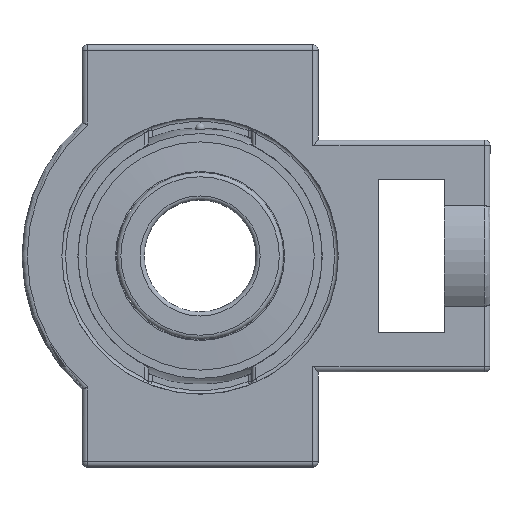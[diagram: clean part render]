
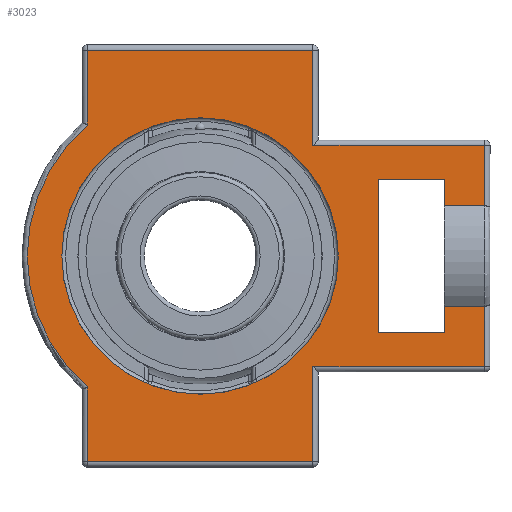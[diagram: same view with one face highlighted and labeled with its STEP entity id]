
A CAD part, left-side view. The second image highlights one B-rep face of the part: STEP entity #3023.
In plain terms, the highlighted face is planar.
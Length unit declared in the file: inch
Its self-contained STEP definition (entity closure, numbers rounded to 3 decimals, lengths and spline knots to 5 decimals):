
#820=VECTOR('',#3604,1.);
#854=VECTOR('',#3755,1.);
#855=VECTOR('',#3758,1.);
#858=VECTOR('',#3768,1.);
#859=VECTOR('',#3773,1.);
#861=VECTOR('',#3782,1.);
#866=VECTOR('',#3793,1.);
#870=VECTOR('',#3803,1.);
#873=VECTOR('',#3812,1.);
#878=VECTOR('',#3823,1.);
#885=VECTOR('',#3837,1.);
#886=VECTOR('',#3838,1.);
#887=VECTOR('',#3839,1.);
#888=VECTOR('',#3840,1.);
#889=VECTOR('',#3841,1.);
#890=VECTOR('',#3842,1.);
#962=LINE('',#4776,#820);
#996=LINE('',#4971,#854);
#997=LINE('',#4988,#855);
#1000=LINE('',#4996,#858);
#1001=LINE('',#5000,#859);
#1003=LINE('',#5022,#861);
#1008=LINE('',#5032,#866);
#1012=LINE('',#5041,#870);
#1015=LINE('',#5049,#873);
#1020=LINE('',#5076,#878);
#1027=LINE('',#5109,#885);
#1028=LINE('',#5111,#886);
#1029=LINE('',#5113,#887);
#1030=LINE('',#5115,#888);
#1031=LINE('',#5117,#889);
#1032=LINE('',#5120,#890);
#1174=PLANE('',#3283);
#1261=VERTEX_POINT('',#4741);
#1264=VERTEX_POINT('',#4750);
#1266=VERTEX_POINT('',#4755);
#1270=VERTEX_POINT('',#4764);
#1272=VERTEX_POINT('',#4769);
#1275=VERTEX_POINT('',#4777);
#1276=VERTEX_POINT('',#4781);
#1279=VERTEX_POINT('',#4788);
#1321=VERTEX_POINT('',#4972);
#1323=VERTEX_POINT('',#4997);
#1324=VERTEX_POINT('',#5001);
#1332=VERTEX_POINT('',#5050);
#1337=VERTEX_POINT('',#5077);
#1344=VERTEX_POINT('',#5110);
#1345=VERTEX_POINT('',#5112);
#1346=VERTEX_POINT('',#5114);
#1347=VERTEX_POINT('',#5116);
#1348=VERTEX_POINT('',#5118);
#1349=VERTEX_POINT('',#5119);
#1466=CIRCLE('',#3176,1.31402);
#1517=CIRCLE('',#3280,1.64291);
#1638=EDGE_CURVE('',#1261,#1261,#1466,.T.);
#1652=EDGE_CURVE('',#1272,#1275,#962,.T.);
#1723=EDGE_CURVE('',#1279,#1321,#996,.T.);
#1725=EDGE_CURVE('',#1275,#1279,#997,.T.);
#1730=EDGE_CURVE('',#1276,#1323,#1000,.T.);
#1732=EDGE_CURVE('',#1324,#1276,#1001,.T.);
#1737=EDGE_CURVE('',#1323,#1270,#1003,.T.);
#1743=EDGE_CURVE('',#1266,#1272,#1008,.T.);
#1748=EDGE_CURVE('',#1270,#1264,#1012,.T.);
#1752=EDGE_CURVE('',#1332,#1266,#1015,.T.);
#1759=EDGE_CURVE('',#1264,#1337,#1020,.T.);
#1761=EDGE_CURVE('',#1337,#1332,#1517,.T.);
#1770=EDGE_CURVE('',#1324,#1344,#1027,.T.);
#1771=EDGE_CURVE('',#1345,#1344,#1028,.T.);
#1772=EDGE_CURVE('',#1346,#1345,#1029,.T.);
#1773=EDGE_CURVE('',#1347,#1346,#1030,.T.);
#1774=EDGE_CURVE('',#1348,#1347,#1031,.T.);
#1775=EDGE_CURVE('',#1349,#1348,#1028,.T.);
#1776=EDGE_CURVE('',#1349,#1321,#1032,.T.);
#2229=ORIENTED_EDGE('',*,*,#1723,.F.);
#2230=ORIENTED_EDGE('',*,*,#1725,.F.);
#2231=ORIENTED_EDGE('',*,*,#1652,.F.);
#2232=ORIENTED_EDGE('',*,*,#1743,.F.);
#2233=ORIENTED_EDGE('',*,*,#1752,.F.);
#2234=ORIENTED_EDGE('',*,*,#1761,.F.);
#2235=ORIENTED_EDGE('',*,*,#1759,.F.);
#2236=ORIENTED_EDGE('',*,*,#1748,.F.);
#2237=ORIENTED_EDGE('',*,*,#1737,.F.);
#2238=ORIENTED_EDGE('',*,*,#1730,.F.);
#2239=ORIENTED_EDGE('',*,*,#1732,.F.);
#2240=ORIENTED_EDGE('',*,*,#1770,.T.);
#2241=ORIENTED_EDGE('',*,*,#1771,.F.);
#2242=ORIENTED_EDGE('',*,*,#1772,.F.);
#2243=ORIENTED_EDGE('',*,*,#1773,.F.);
#2244=ORIENTED_EDGE('',*,*,#1774,.F.);
#2245=ORIENTED_EDGE('',*,*,#1775,.F.);
#2246=ORIENTED_EDGE('',*,*,#1776,.T.);
#2247=ORIENTED_EDGE('',*,*,#1638,.T.);
#2604=EDGE_LOOP('',(#2229,#2230,#2231,#2232,#2233,#2234,#2235,#2236,#2237,
#2238,#2239,#2240,#2241,#2242,#2243,#2244,#2245,#2246));
#2605=EDGE_LOOP('',(#2247));
#2813=FACE_BOUND('',#2604,.T.);
#2814=FACE_BOUND('',#2605,.T.);
#3023=ADVANCED_FACE('',(#2813,#2814),#1174,.T.);
#3176=AXIS2_PLACEMENT_3D('',#4740,#3564,#3565);
#3280=AXIS2_PLACEMENT_3D('',#5093,#3825,#3826);
#3283=AXIS2_PLACEMENT_3D('',#5108,#3836,$);
#3564=DIRECTION('',(0.,0.,-1.));
#3565=DIRECTION('',(0.,1.314,0.));
#3604=DIRECTION('',(-1.,0.,0.));
#3755=DIRECTION('',(-1.,0.,0.));
#3758=DIRECTION('',(0.,-1.,0.));
#3768=DIRECTION('',(0.,1.,0.));
#3773=DIRECTION('',(-1.,0.,0.));
#3782=DIRECTION('',(-1.,0.,0.));
#3793=DIRECTION('',(0.,-1.,0.));
#3803=DIRECTION('',(0.,1.,0.));
#3812=DIRECTION('',(1.,0.,0.));
#3823=DIRECTION('',(1.,0.,0.));
#3825=DIRECTION('',(0.,0.,-1.));
#3826=DIRECTION('',(0.,1.643,0.));
#3836=DIRECTION('',(0.,0.,1.));
#3837=DIRECTION('',(0.,1.,0.));
#3838=DIRECTION('',(1.,0.,0.));
#3839=DIRECTION('',(0.,-1.,0.));
#3840=DIRECTION('',(-1.,0.,0.));
#3841=DIRECTION('',(0.,1.,0.));
#3842=DIRECTION('',(0.,-1.,0.));
#4740=CARTESIAN_POINT('',(0.,0.,0.55118));
#4741=CARTESIAN_POINT('',(0.,1.31402,0.55118));
#4750=CARTESIAN_POINT('',(-1.95787,1.07205,0.55118));
#4755=CARTESIAN_POINT('',(1.95787,1.07205,0.55118));
#4764=CARTESIAN_POINT('',(-1.95787,-1.07205,0.55118));
#4769=CARTESIAN_POINT('',(1.95787,-1.07205,0.55118));
#4776=CARTESIAN_POINT('',(0.36633,-1.07205,0.55118));
#4777=CARTESIAN_POINT('',(1.05236,-1.07205,0.55118));
#4781=CARTESIAN_POINT('',(-1.05236,-2.70591,0.55118));
#4788=CARTESIAN_POINT('',(1.05236,-2.70591,0.55118));
#4971=CARTESIAN_POINT('',(-0.68682,-2.70591,0.55118));
#4972=CARTESIAN_POINT('',(0.47612,-2.70591,0.55118));
#4988=CARTESIAN_POINT('',(1.05236,-1.31135,0.55118));
#4996=CARTESIAN_POINT('',(-1.05236,-1.31135,0.55118));
#4997=CARTESIAN_POINT('',(-1.05236,-1.07205,0.55118));
#5000=CARTESIAN_POINT('',(-0.68682,-2.70591,0.55118));
#5001=CARTESIAN_POINT('',(-0.47612,-2.70591,0.55118));
#5022=CARTESIAN_POINT('',(-1.18879,-1.07205,0.55118));
#5032=CARTESIAN_POINT('',(1.95787,-0.34187,0.55118));
#5041=CARTESIAN_POINT('',(-1.95787,-0.34187,0.55118));
#5049=CARTESIAN_POINT('',(0.40766,1.07205,0.55118));
#5050=CARTESIAN_POINT('',(1.24494,1.07205,0.55118));
#5076=CARTESIAN_POINT('',(-1.23011,1.07205,0.55118));
#5077=CARTESIAN_POINT('',(-1.24494,1.07205,0.55118));
#5093=CARTESIAN_POINT('',(0.,0.,0.55118));
#5108=CARTESIAN_POINT('',(-0.82246,-0.68373,0.55118));
#5109=CARTESIAN_POINT('',(-0.47612,-2.53937,0.55118));
#5110=CARTESIAN_POINT('',(-0.47612,-2.32283,0.55118));
#5111=CARTESIAN_POINT('',(-0.72835,-2.32283,0.55118));
#5112=CARTESIAN_POINT('',(-0.72835,-2.32283,0.55118));
#5113=CARTESIAN_POINT('',(-0.72835,-1.69291,0.55118));
#5114=CARTESIAN_POINT('',(-0.72835,-1.69291,0.55118));
#5115=CARTESIAN_POINT('',(0.,-1.69291,0.55118));
#5116=CARTESIAN_POINT('',(0.72835,-1.69291,0.55118));
#5117=CARTESIAN_POINT('',(0.72835,-1.69291,0.55118));
#5118=CARTESIAN_POINT('',(0.72835,-2.32283,0.55118));
#5119=CARTESIAN_POINT('',(0.47612,-2.32283,0.55118));
#5120=CARTESIAN_POINT('',(0.47612,-2.53937,0.55118));
